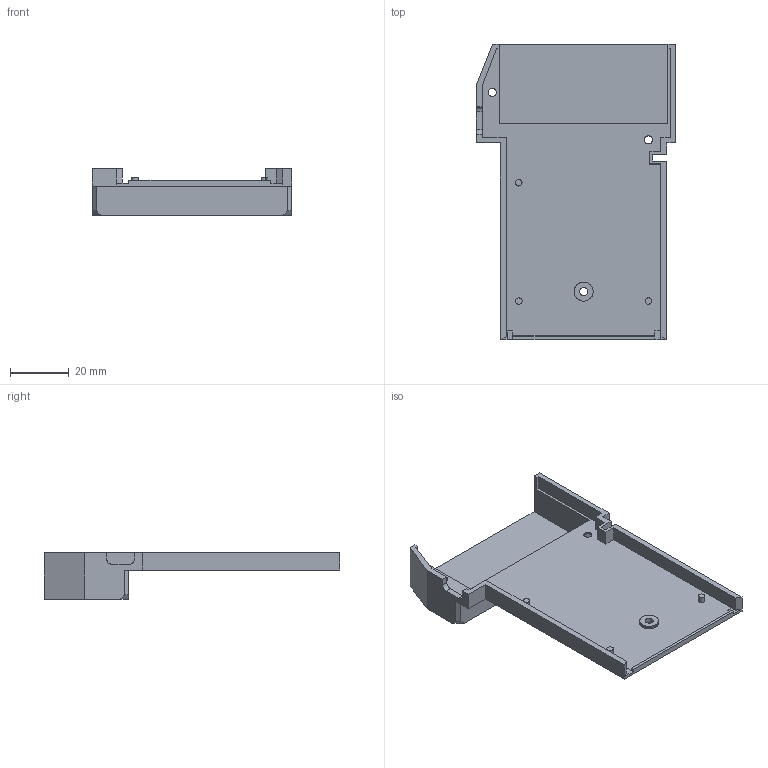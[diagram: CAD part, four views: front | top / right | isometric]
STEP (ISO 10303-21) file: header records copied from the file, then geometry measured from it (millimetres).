
FILE_DESCRIPTION(/* description */ (''),/* implementation_level */ '2;1');
FILE_NAME(/* name */ 'GB Interceptor Bottom.step',/* time_stamp */ '2022-12-25T13:40:23-06:00',/* author */ (''),/* organization */ (''),/* preprocessor_version */ 'ST-DEVELOPER v18.1',/* originating_system */ 'Autodesk Translation Framework v10.13.0.1454',/* authorisation */ '');
FILE_SCHEMA (('AUTOMOTIVE_DESIGN { 1 0 10303 214 3 1 1 }'));
Length unit declared in the file: millimetre
Products named in the file (1): GB Interceptor Shell
Bounding box: 67.9 x 100.7 x 16 mm (x, y, z)
Volume: 11552.4 mm3; surface area: 17429.3 mm2
Topology: 1 solids, 2 shells, 1169 faces, 3358 edges, 2219 vertices
Faces by surface type: plane 1155, cylinder 14
Full cylindrical faces by diameter (mm): 2.22 x2, 2.75 x3, 4.02 x1, 4.05 x1, 4.55 x1
Entity records: 37431 total; most frequent: CARTESIAN_POINT 6747, ORIENTED_EDGE 6716, DIRECTION 5726, EDGE_CURVE 3358, LINE 3330, VECTOR 3330, VERTEX_POINT 2219, EDGE_LOOP 1201
